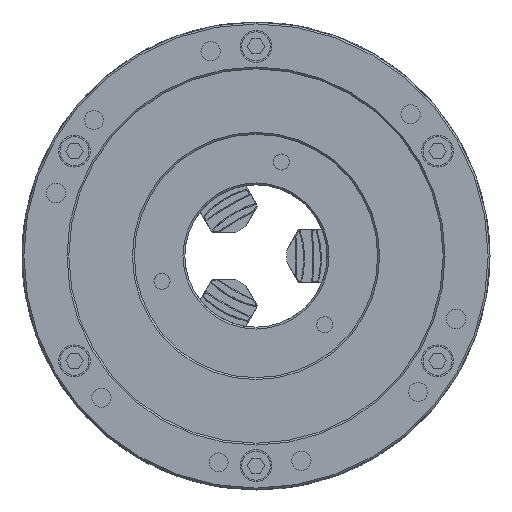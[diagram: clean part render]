
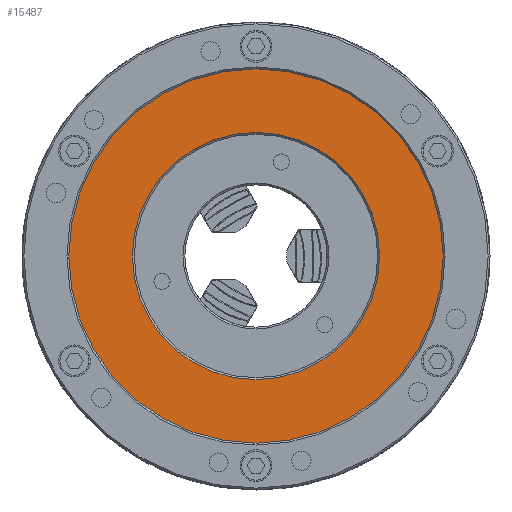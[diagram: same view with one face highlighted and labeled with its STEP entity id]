
A CAD part, front view. The second image highlights one B-rep face of the part: STEP entity #15487.
In plain terms, the highlighted planar face has unit normal (0, -1, 0).
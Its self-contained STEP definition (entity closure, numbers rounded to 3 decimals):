
#66 = DIRECTION ( 'NONE',  ( 0., 0., 1. ) ) ;
#800 = FACE_BOUND ( 'NONE', #4042, .T. ) ;
#1390 = EDGE_CURVE ( 'NONE', #13967, #9812, #7214, .T. ) ;
#1836 = CARTESIAN_POINT ( 'NONE',  ( 0., 7., 66. ) ) ;
#1896 = CARTESIAN_POINT ( 'NONE',  ( 0., 7., 0. ) ) ;
#2186 = CIRCLE ( 'NONE', #3611, 100. ) ;
#2636 = DIRECTION ( 'NONE',  ( 0., -1., 0. ) ) ;
#3415 = AXIS2_PLACEMENT_3D ( 'NONE', #1896, #7380, #8629 ) ;
#3611 = AXIS2_PLACEMENT_3D ( 'NONE', #7307, #9006, #11363 ) ;
#4042 = EDGE_LOOP ( 'NONE', ( #15144, #9731 ) ) ;
#4294 = CIRCLE ( 'NONE', #3415, 66. ) ;
#5639 = DIRECTION ( 'NONE',  ( 0., 1., 0. ) ) ;
#6859 = CARTESIAN_POINT ( 'NONE',  ( 0., 7., 0. ) ) ;
#7214 = CIRCLE ( 'NONE', #13290, 100. ) ;
#7307 = CARTESIAN_POINT ( 'NONE',  ( 0., 7., 0. ) ) ;
#7380 = DIRECTION ( 'NONE',  ( 0., -1., 0. ) ) ;
#7616 = CIRCLE ( 'NONE', #10206, 66. ) ;
#8255 = EDGE_CURVE ( 'NONE', #9812, #13967, #2186, .T. ) ;
#8629 = DIRECTION ( 'NONE',  ( 0., 0., -1. ) ) ;
#8855 = DIRECTION ( 'NONE',  ( 1., 0., 0. ) ) ;
#9006 = DIRECTION ( 'NONE',  ( 0., 1., 0. ) ) ;
#9079 = VERTEX_POINT ( 'NONE', #15203 ) ;
#9731 = ORIENTED_EDGE ( 'NONE', *, *, #10867, .F. ) ;
#9812 = VERTEX_POINT ( 'NONE', #15796 ) ;
#10120 = CARTESIAN_POINT ( 'NONE',  ( 100., 7., 0. ) ) ;
#10206 = AXIS2_PLACEMENT_3D ( 'NONE', #6859, #2636, #12194 ) ;
#10771 = CARTESIAN_POINT ( 'NONE',  ( -101.2, 7., -101.2 ) ) ;
#10867 = EDGE_CURVE ( 'NONE', #17049, #9079, #4294, .T. ) ;
#11043 = PLANE ( 'NONE',  #17109 ) ;
#11363 = DIRECTION ( 'NONE',  ( 1., 0., 0. ) ) ;
#11397 = ORIENTED_EDGE ( 'NONE', *, *, #1390, .F. ) ;
#11570 = CARTESIAN_POINT ( 'NONE',  ( 0., 7., 0. ) ) ;
#12194 = DIRECTION ( 'NONE',  ( 0., 0., -1. ) ) ;
#12574 = EDGE_CURVE ( 'NONE', #9079, #17049, #7616, .T. ) ;
#13290 = AXIS2_PLACEMENT_3D ( 'NONE', #11570, #5639, #8855 ) ;
#13967 = VERTEX_POINT ( 'NONE', #10120 ) ;
#15074 = DIRECTION ( 'NONE',  ( 0., 1., 0. ) ) ;
#15144 = ORIENTED_EDGE ( 'NONE', *, *, #12574, .F. ) ;
#15203 = CARTESIAN_POINT ( 'NONE',  ( 0., 7., -66. ) ) ;
#15487 = ADVANCED_FACE ( 'NONE', ( #800, #17851 ), #11043, .F. ) ;
#15796 = CARTESIAN_POINT ( 'NONE',  ( -100., 7., 0. ) ) ;
#17049 = VERTEX_POINT ( 'NONE', #1836 ) ;
#17109 = AXIS2_PLACEMENT_3D ( 'NONE', #10771, #15074, #66 ) ;
#17435 = EDGE_LOOP ( 'NONE', ( #11397, #17496 ) ) ;
#17496 = ORIENTED_EDGE ( 'NONE', *, *, #8255, .F. ) ;
#17851 = FACE_OUTER_BOUND ( 'NONE', #17435, .T. ) ;
